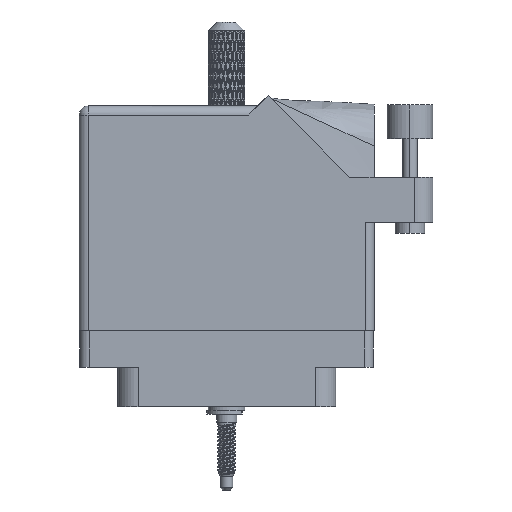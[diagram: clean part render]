
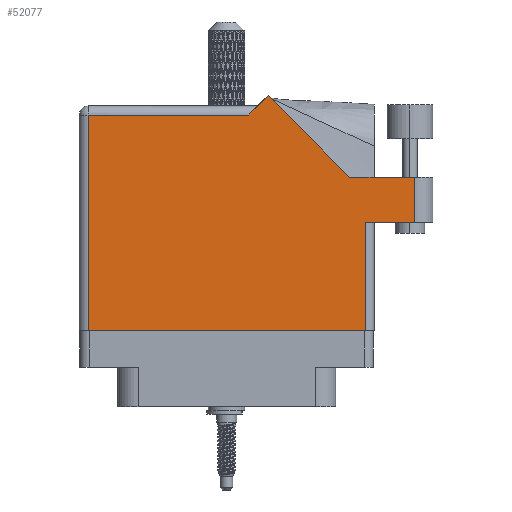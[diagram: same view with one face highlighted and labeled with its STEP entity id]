
A CAD part, front view. The second image highlights one B-rep face of the part: STEP entity #52077.
In plain terms, the highlighted face is planar.
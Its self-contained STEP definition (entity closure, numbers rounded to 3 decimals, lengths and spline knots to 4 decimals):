
#991 = VECTOR ( 'NONE', #104983, 39.3701 ) ;
#1144 = ORIENTED_EDGE ( 'NONE', *, *, #73806, .T. ) ;
#1426 = VERTEX_POINT ( 'NONE', #98361 ) ;
#1973 = LINE ( 'NONE', #63326, #17264 ) ;
#2170 = CARTESIAN_POINT ( 'NONE',  ( 1.28, 0.637, 0.455 ) ) ;
#2733 = ORIENTED_EDGE ( 'NONE', *, *, #15631, .T. ) ;
#3663 = CARTESIAN_POINT ( 'NONE',  ( 0.943, 0.637, 0.455 ) ) ;
#7731 = LINE ( 'NONE', #24686, #86929 ) ;
#9112 = ORIENTED_EDGE ( 'NONE', *, *, #10021, .T. ) ;
#10021 = EDGE_CURVE ( 'NONE', #59450, #45318, #1973, .T. ) ;
#10289 = VECTOR ( 'NONE', #66741, 39.3701 ) ;
#10307 = EDGE_CURVE ( 'NONE', #87558, #10884, #84993, .T. ) ;
#10697 = CARTESIAN_POINT ( 'NONE',  ( 0.943, 0.637, 0.455 ) ) ;
#10884 = VERTEX_POINT ( 'NONE', #70407 ) ;
#11567 = EDGE_CURVE ( 'NONE', #77286, #13094, #51798, .T. ) ;
#11847 = CARTESIAN_POINT ( 'NONE',  ( -0.943, -0.1, 0.455 ) ) ;
#13094 = VERTEX_POINT ( 'NONE', #2170 ) ;
#14238 = VECTOR ( 'NONE', #28231, 39.3701 ) ;
#14287 = FACE_OUTER_BOUND ( 'NONE', #101556, .T. ) ;
#15631 = EDGE_CURVE ( 'NONE', #58628, #59450, #85743, .T. ) ;
#17264 = VECTOR ( 'NONE', #103331, 39.3701 ) ;
#19960 = ORIENTED_EDGE ( 'NONE', *, *, #103514, .T. ) ;
#22560 = CARTESIAN_POINT ( 'NONE',  ( 1.28, 0.944, 0.455 ) ) ;
#24595 = CARTESIAN_POINT ( 'NONE',  ( 0.943, -0.1, 0.455 ) ) ;
#24686 = CARTESIAN_POINT ( 'NONE',  ( 1.405, 0.944, 0.455 ) ) ;
#28231 = DIRECTION ( 'NONE',  ( 0., -1., 0. ) ) ;
#32188 = DIRECTION ( 'NONE',  ( -1., 0., 0. ) ) ;
#33367 = ORIENTED_EDGE ( 'NONE', *, *, #11567, .T. ) ;
#35859 = LINE ( 'NONE', #10697, #10289 ) ;
#36686 = LINE ( 'NONE', #62231, #99231 ) ;
#42897 = VECTOR ( 'NONE', #63014, 39.3701 ) ;
#43288 = EDGE_CURVE ( 'NONE', #45318, #77286, #35859, .T. ) ;
#44051 = CARTESIAN_POINT ( 'NONE',  ( -1.005, 1.43, 0.455 ) ) ;
#45318 = VERTEX_POINT ( 'NONE', #24595 ) ;
#45849 = EDGE_CURVE ( 'NONE', #69918, #58628, #36686, .T. ) ;
#45854 = LINE ( 'NONE', #83700, #56034 ) ;
#49245 = CARTESIAN_POINT ( 'NONE',  ( 0.8394, 0.944, 0.455 ) ) ;
#50476 = VECTOR ( 'NONE', #66027, 39.3701 ) ;
#51798 = LINE ( 'NONE', #82762, #50476 ) ;
#52077 = ADVANCED_FACE ( 'NONE', ( #14287 ), #52589, .F. ) ;
#52223 = DIRECTION ( 'NONE',  ( -1., 0., 0. ) ) ;
#52589 = PLANE ( 'NONE',  #83570 ) ;
#54087 = CARTESIAN_POINT ( 'NONE',  ( 0.8394, 0.944, 0.455 ) ) ;
#56034 = VECTOR ( 'NONE', #99412, 39.3701 ) ;
#56470 = CARTESIAN_POINT ( 'NONE',  ( 0.15, 1.368, 0.455 ) ) ;
#58628 = VERTEX_POINT ( 'NONE', #62672 ) ;
#59450 = VERTEX_POINT ( 'NONE', #73936 ) ;
#62231 = CARTESIAN_POINT ( 'NONE',  ( -1.005, 1.368, 0.455 ) ) ;
#62672 = CARTESIAN_POINT ( 'NONE',  ( -0.943, 1.368, 0.455 ) ) ;
#63014 = DIRECTION ( 'NONE',  ( -0.707, 0.707, 0. ) ) ;
#63326 = CARTESIAN_POINT ( 'NONE',  ( -1.005, -0.1, 0.455 ) ) ;
#66027 = DIRECTION ( 'NONE',  ( 1., 0., 0. ) ) ;
#66741 = DIRECTION ( 'NONE',  ( 0., 1., 0. ) ) ;
#69918 = VERTEX_POINT ( 'NONE', #56470 ) ;
#70407 = CARTESIAN_POINT ( 'NONE',  ( 0.2827, 1.5007, 0.455 ) ) ;
#73806 = EDGE_CURVE ( 'NONE', #13094, #1426, #80236, .T. ) ;
#73936 = CARTESIAN_POINT ( 'NONE',  ( -0.943, -0.1, 0.455 ) ) ;
#77286 = VERTEX_POINT ( 'NONE', #3663 ) ;
#80204 = EDGE_CURVE ( 'NONE', #10884, #69918, #45854, .T. ) ;
#80236 = LINE ( 'NONE', #22560, #991 ) ;
#82762 = CARTESIAN_POINT ( 'NONE',  ( 1.005, 0.637, 0.455 ) ) ;
#83570 = AXIS2_PLACEMENT_3D ( 'NONE', #44051, #101111, #52223 ) ;
#83700 = CARTESIAN_POINT ( 'NONE',  ( 0.212, 1.43, 0.455 ) ) ;
#84993 = LINE ( 'NONE', #54087, #42897 ) ;
#85743 = LINE ( 'NONE', #11847, #14238 ) ;
#86929 = VECTOR ( 'NONE', #90349, 39.3701 ) ;
#87558 = VERTEX_POINT ( 'NONE', #49245 ) ;
#89688 = ORIENTED_EDGE ( 'NONE', *, *, #43288, .T. ) ;
#90349 = DIRECTION ( 'NONE',  ( -1., 0., 0. ) ) ;
#92968 = ORIENTED_EDGE ( 'NONE', *, *, #10307, .T. ) ;
#95018 = ORIENTED_EDGE ( 'NONE', *, *, #80204, .T. ) ;
#97592 = ORIENTED_EDGE ( 'NONE', *, *, #45849, .T. ) ;
#98361 = CARTESIAN_POINT ( 'NONE',  ( 1.28, 0.944, 0.455 ) ) ;
#99231 = VECTOR ( 'NONE', #32188, 39.3701 ) ;
#99412 = DIRECTION ( 'NONE',  ( -0.707, -0.707, 0. ) ) ;
#101111 = DIRECTION ( 'NONE',  ( 0., 0., -1. ) ) ;
#101556 = EDGE_LOOP ( 'NONE', ( #33367, #1144, #19960, #92968, #95018, #97592, #2733, #9112, #89688 ) ) ;
#103331 = DIRECTION ( 'NONE',  ( 1., 0., 0. ) ) ;
#103514 = EDGE_CURVE ( 'NONE', #1426, #87558, #7731, .T. ) ;
#104983 = DIRECTION ( 'NONE',  ( 0., 1., 0. ) ) ;
